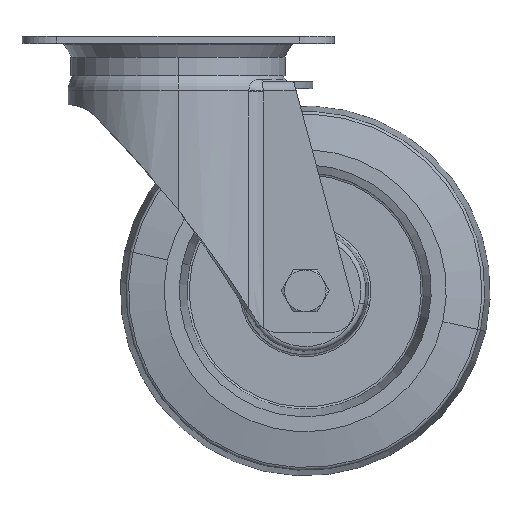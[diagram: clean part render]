
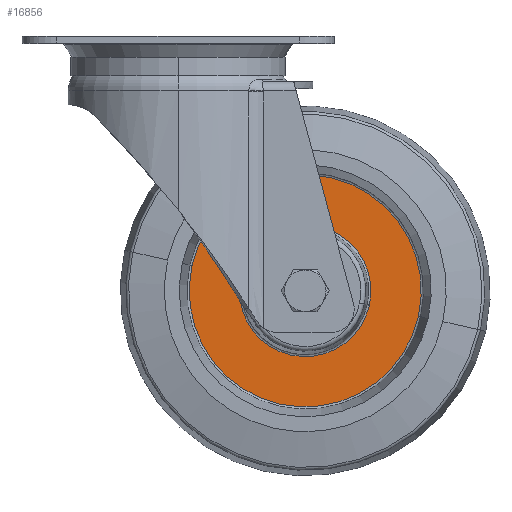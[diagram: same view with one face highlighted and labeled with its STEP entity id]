
A CAD part, top view. The second image highlights one B-rep face of the part: STEP entity #16856.
In plain terms, the highlighted planar face has unit normal (0, 0, 1).
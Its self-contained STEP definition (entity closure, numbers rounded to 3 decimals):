
#37 = CARTESIAN_POINT ( 'NONE',  ( 27.247, -103.787, 6. ) ) ;
#632 = DIRECTION ( 'NONE',  ( 0., 0., 1. ) ) ;
#790 = FACE_BOUND ( 'NONE', #5834, .T. ) ;
#1064 = AXIS2_PLACEMENT_3D ( 'NONE', #4827, #13624, #10469 ) ;
#2782 = VERTEX_POINT ( 'NONE', #37 ) ;
#2801 = DIRECTION ( 'NONE',  ( -0.976, 0.218, 0. ) ) ;
#2811 = CARTESIAN_POINT ( 'NONE',  ( 103.964, -120.961, 6. ) ) ;
#2962 = DIRECTION ( 'NONE',  ( 0., 0., -1. ) ) ;
#3051 = CARTESIAN_POINT ( 'NONE',  ( 55., -110., 6. ) ) ;
#3287 = EDGE_CURVE ( 'NONE', #2782, #10595, #6690, .T. ) ;
#3688 = ORIENTED_EDGE ( 'NONE', *, *, #18485, .T. ) ;
#4209 = AXIS2_PLACEMENT_3D ( 'NONE', #3051, #2962, #7591 ) ;
#4364 = CARTESIAN_POINT ( 'NONE',  ( 66.141, -60.232, 6. ) ) ;
#4827 = CARTESIAN_POINT ( 'NONE',  ( 55., -110., 6. ) ) ;
#4943 = VERTEX_POINT ( 'NONE', #17539 ) ;
#5834 = EDGE_LOOP ( 'NONE', ( #13773, #3688 ) ) ;
#6023 = DIRECTION ( 'NONE',  ( 0., 0., -1. ) ) ;
#6690 = CIRCLE ( 'NONE', #4209, 28.439 ) ;
#6853 = DIRECTION ( 'NONE',  ( 0., 0., 1. ) ) ;
#7591 = DIRECTION ( 'NONE',  ( -0.976, 0.218, 0. ) ) ;
#8090 = DIRECTION ( 'NONE',  ( -0.976, 0.218, 0. ) ) ;
#8881 = PLANE ( 'NONE',  #12369 ) ;
#9312 = CARTESIAN_POINT ( 'NONE',  ( 82.753, -116.213, 6. ) ) ;
#9385 = CIRCLE ( 'NONE', #1064, 28.439 ) ;
#9431 = CARTESIAN_POINT ( 'NONE',  ( 55., -110., 6. ) ) ;
#9721 = CARTESIAN_POINT ( 'NONE',  ( 55., -110., 6. ) ) ;
#10136 = ORIENTED_EDGE ( 'NONE', *, *, #18709, .T. ) ;
#10469 = DIRECTION ( 'NONE',  ( -0.976, 0.218, 0. ) ) ;
#10595 = VERTEX_POINT ( 'NONE', #9312 ) ;
#11037 = EDGE_LOOP ( 'NONE', ( #10136, #16250 ) ) ;
#11100 = CIRCLE ( 'NONE', #13824, 50.176 ) ;
#11575 = FACE_OUTER_BOUND ( 'NONE', #11037, .T. ) ;
#11692 = AXIS2_PLACEMENT_3D ( 'NONE', #9721, #6853, #18532 ) ;
#11999 = CIRCLE ( 'NONE', #11692, 50.176 ) ;
#12369 = AXIS2_PLACEMENT_3D ( 'NONE', #4364, #6023, #2801 ) ;
#13624 = DIRECTION ( 'NONE',  ( 0., 0., -1. ) ) ;
#13773 = ORIENTED_EDGE ( 'NONE', *, *, #3287, .T. ) ;
#13824 = AXIS2_PLACEMENT_3D ( 'NONE', #9431, #632, #8090 ) ;
#14179 = VERTEX_POINT ( 'NONE', #2811 ) ;
#16250 = ORIENTED_EDGE ( 'NONE', *, *, #18685, .T. ) ;
#16856 = ADVANCED_FACE ( 'NONE', ( #790, #11575 ), #8881, .F. ) ;
#17539 = CARTESIAN_POINT ( 'NONE',  ( 6.036, -99.039, 6. ) ) ;
#18485 = EDGE_CURVE ( 'NONE', #10595, #2782, #9385, .T. ) ;
#18532 = DIRECTION ( 'NONE',  ( -0.976, 0.218, 0. ) ) ;
#18685 = EDGE_CURVE ( 'NONE', #14179, #4943, #11999, .T. ) ;
#18709 = EDGE_CURVE ( 'NONE', #4943, #14179, #11100, .T. ) ;
